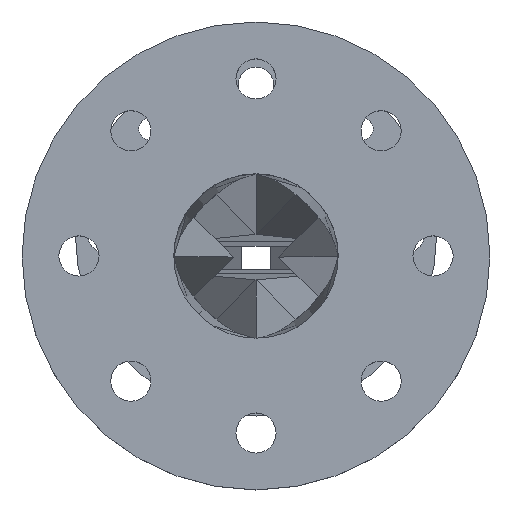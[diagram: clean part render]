
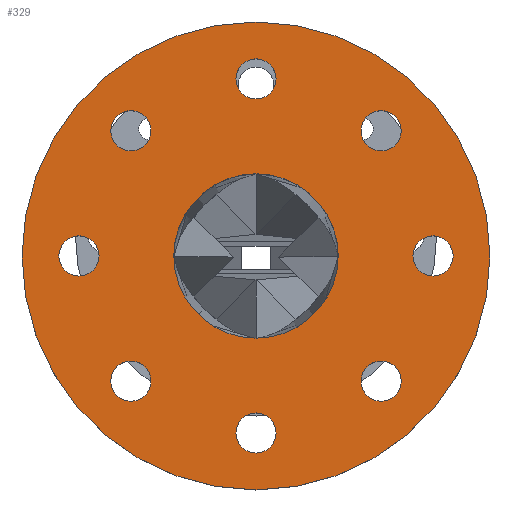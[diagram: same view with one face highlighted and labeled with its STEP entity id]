
A CAD part, top view. The second image highlights one B-rep face of the part: STEP entity #329.
In plain terms, the highlighted planar face has unit normal (0, 0, 1).
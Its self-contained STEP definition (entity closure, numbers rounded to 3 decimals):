
#329=ADVANCED_FACE('',(#679,#680,#681,#682,#683,#684,#685,#686,#687,#688),#689,.T.);
#679=FACE_BOUND('',#1143,.T.);
#680=FACE_BOUND('',#1144,.T.);
#681=FACE_BOUND('',#1145,.T.);
#682=FACE_BOUND('',#1146,.T.);
#683=FACE_BOUND('',#1147,.T.);
#684=FACE_BOUND('',#1148,.T.);
#685=FACE_BOUND('',#1149,.T.);
#686=FACE_BOUND('',#1150,.T.);
#687=FACE_OUTER_BOUND('',#1151,.T.);
#688=FACE_BOUND('',#1152,.T.);
#689=PLANE('',#1153);
#1143=EDGE_LOOP('',(#2007,#2008));
#1144=EDGE_LOOP('',(#2009,#2010));
#1145=EDGE_LOOP('',(#2011,#2012));
#1146=EDGE_LOOP('',(#2013,#2014));
#1147=EDGE_LOOP('',(#2015,#2016));
#1148=EDGE_LOOP('',(#2017,#2018));
#1149=EDGE_LOOP('',(#2019,#2020));
#1150=EDGE_LOOP('',(#2021,#2022));
#1151=EDGE_LOOP('',(#2023,#2024));
#1152=EDGE_LOOP('',(#2025,#2026));
#1153=AXIS2_PLACEMENT_3D('',#2027,#2028,#2029);
#2007=ORIENTED_EDGE('',*,*,#2180,.T.);
#2008=ORIENTED_EDGE('',*,*,#2080,.T.);
#2009=ORIENTED_EDGE('',*,*,#2183,.T.);
#2010=ORIENTED_EDGE('',*,*,#2075,.T.);
#2011=ORIENTED_EDGE('',*,*,#2186,.T.);
#2012=ORIENTED_EDGE('',*,*,#2070,.T.);
#2013=ORIENTED_EDGE('',*,*,#2189,.T.);
#2014=ORIENTED_EDGE('',*,*,#2065,.T.);
#2015=ORIENTED_EDGE('',*,*,#2192,.T.);
#2016=ORIENTED_EDGE('',*,*,#2060,.T.);
#2017=ORIENTED_EDGE('',*,*,#2195,.T.);
#2018=ORIENTED_EDGE('',*,*,#2055,.T.);
#2019=ORIENTED_EDGE('',*,*,#2198,.T.);
#2020=ORIENTED_EDGE('',*,*,#2050,.T.);
#2021=ORIENTED_EDGE('',*,*,#2201,.T.);
#2022=ORIENTED_EDGE('',*,*,#2045,.T.);
#2023=ORIENTED_EDGE('',*,*,#2042,.T.);
#2024=ORIENTED_EDGE('',*,*,#2206,.T.);
#2025=ORIENTED_EDGE('',*,*,#2229,.T.);
#2026=ORIENTED_EDGE('',*,*,#2236,.T.);
#2027=CARTESIAN_POINT('',(0.0,0.0,133.378));
#2028=DIRECTION('',(0.0,0.0,1.0));
#2029=DIRECTION('',(1.0,0.0,0.0));
#2042=EDGE_CURVE('',#2391,#2395,#2397,.T.);
#2045=EDGE_CURVE('',#2402,#2399,#2403,.T.);
#2050=EDGE_CURVE('',#2411,#2408,#2412,.T.);
#2055=EDGE_CURVE('',#2420,#2417,#2421,.T.);
#2060=EDGE_CURVE('',#2429,#2426,#2430,.T.);
#2065=EDGE_CURVE('',#2438,#2435,#2439,.T.);
#2070=EDGE_CURVE('',#2447,#2444,#2448,.T.);
#2075=EDGE_CURVE('',#2456,#2453,#2457,.T.);
#2080=EDGE_CURVE('',#2465,#2462,#2466,.T.);
#2180=EDGE_CURVE('',#2462,#2465,#2618,.T.);
#2183=EDGE_CURVE('',#2453,#2456,#2621,.T.);
#2186=EDGE_CURVE('',#2444,#2447,#2624,.T.);
#2189=EDGE_CURVE('',#2435,#2438,#2627,.T.);
#2192=EDGE_CURVE('',#2426,#2429,#2630,.T.);
#2195=EDGE_CURVE('',#2417,#2420,#2633,.T.);
#2198=EDGE_CURVE('',#2408,#2411,#2636,.T.);
#2201=EDGE_CURVE('',#2399,#2402,#2639,.T.);
#2206=EDGE_CURVE('',#2395,#2391,#2644,.T.);
#2229=EDGE_CURVE('',#2684,#2682,#2685,.T.);
#2236=EDGE_CURVE('',#2682,#2684,#2692,.T.);
#2391=VERTEX_POINT('',#2882);
#2395=VERTEX_POINT('',#2887);
#2397=CIRCLE('',#2890,18.5);
#2399=VERTEX_POINT('',#2892);
#2402=VERTEX_POINT('',#2896);
#2403=CIRCLE('',#2897,1.588);
#2408=VERTEX_POINT('',#2903);
#2411=VERTEX_POINT('',#2907);
#2412=CIRCLE('',#2908,1.588);
#2417=VERTEX_POINT('',#2914);
#2420=VERTEX_POINT('',#2918);
#2421=CIRCLE('',#2919,1.588);
#2426=VERTEX_POINT('',#2925);
#2429=VERTEX_POINT('',#2929);
#2430=CIRCLE('',#2930,1.588);
#2435=VERTEX_POINT('',#2936);
#2438=VERTEX_POINT('',#2940);
#2439=CIRCLE('',#2941,1.588);
#2444=VERTEX_POINT('',#2947);
#2447=VERTEX_POINT('',#2951);
#2448=CIRCLE('',#2952,1.588);
#2453=VERTEX_POINT('',#2958);
#2456=VERTEX_POINT('',#2962);
#2457=CIRCLE('',#2963,1.588);
#2462=VERTEX_POINT('',#2969);
#2465=VERTEX_POINT('',#2973);
#2466=CIRCLE('',#2974,1.588);
#2618=CIRCLE('',#3163,1.588);
#2621=CIRCLE('',#3166,1.588);
#2624=CIRCLE('',#3169,1.588);
#2627=CIRCLE('',#3172,1.588);
#2630=CIRCLE('',#3175,1.588);
#2633=CIRCLE('',#3178,1.588);
#2636=CIRCLE('',#3181,1.588);
#2639=CIRCLE('',#3184,1.588);
#2644=CIRCLE('',#3189,18.5);
#2682=VERTEX_POINT('',#3231);
#2684=VERTEX_POINT('',#3234);
#2685=CIRCLE('',#3235,6.5);
#2692=CIRCLE('',#3243,6.5);
#2882=CARTESIAN_POINT('',(18.5,0.0,133.378));
#2887=CARTESIAN_POINT('',(-18.5,0.,133.378));
#2890=AXIS2_PLACEMENT_3D('',#3512,#3513,#3514);
#2892=CARTESIAN_POINT('',(15.588,0.0,133.378));
#2896=CARTESIAN_POINT('',(12.413,0.,133.378));
#2897=AXIS2_PLACEMENT_3D('',#3516,#3517,#3518);
#2903=CARTESIAN_POINT('',(11.022,11.022,133.378));
#2907=CARTESIAN_POINT('',(8.777,8.777,133.378));
#2908=AXIS2_PLACEMENT_3D('',#3524,#3525,#3526);
#2914=CARTESIAN_POINT('',(0.0,15.588,133.378));
#2918=CARTESIAN_POINT('',(0.,12.413,133.378));
#2919=AXIS2_PLACEMENT_3D('',#3532,#3533,#3534);
#2925=CARTESIAN_POINT('',(-11.022,11.022,133.378));
#2929=CARTESIAN_POINT('',(-8.777,8.777,133.378));
#2930=AXIS2_PLACEMENT_3D('',#3540,#3541,#3542);
#2936=CARTESIAN_POINT('',(-15.588,0.0,133.378));
#2940=CARTESIAN_POINT('',(-12.413,0.,133.378));
#2941=AXIS2_PLACEMENT_3D('',#3548,#3549,#3550);
#2947=CARTESIAN_POINT('',(-11.022,-11.022,133.378));
#2951=CARTESIAN_POINT('',(-8.777,-8.777,133.378));
#2952=AXIS2_PLACEMENT_3D('',#3556,#3557,#3558);
#2958=CARTESIAN_POINT('',(0.0,-15.588,133.378));
#2962=CARTESIAN_POINT('',(0.,-12.413,133.378));
#2963=AXIS2_PLACEMENT_3D('',#3564,#3565,#3566);
#2969=CARTESIAN_POINT('',(11.022,-11.022,133.378));
#2973=CARTESIAN_POINT('',(8.777,-8.777,133.378));
#2974=AXIS2_PLACEMENT_3D('',#3572,#3573,#3574);
#3163=AXIS2_PLACEMENT_3D('',#3726,#3727,#3728);
#3166=AXIS2_PLACEMENT_3D('',#3732,#3733,#3734);
#3169=AXIS2_PLACEMENT_3D('',#3738,#3739,#3740);
#3172=AXIS2_PLACEMENT_3D('',#3744,#3745,#3746);
#3175=AXIS2_PLACEMENT_3D('',#3750,#3751,#3752);
#3178=AXIS2_PLACEMENT_3D('',#3756,#3757,#3758);
#3181=AXIS2_PLACEMENT_3D('',#3762,#3763,#3764);
#3184=AXIS2_PLACEMENT_3D('',#3768,#3769,#3770);
#3189=AXIS2_PLACEMENT_3D('',#3777,#3778,#3779);
#3231=CARTESIAN_POINT('',(6.5,0.0,133.378));
#3234=CARTESIAN_POINT('',(-6.5,0.,133.378));
#3235=AXIS2_PLACEMENT_3D('',#3821,#3822,#3823);
#3243=AXIS2_PLACEMENT_3D('',#3837,#3838,#3839);
#3512=CARTESIAN_POINT('',(0.0,0.0,133.378));
#3513=DIRECTION('',(0.0,0.0,1.0));
#3514=DIRECTION('',(1.0,0.0,0.0));
#3516=CARTESIAN_POINT('',(14.0,0.0,133.378));
#3517=DIRECTION('',(0.0,0.0,-1.0));
#3518=DIRECTION('',(1.0,0.0,0.0));
#3524=CARTESIAN_POINT('',(9.899,9.899,133.378));
#3525=DIRECTION('',(0.0,0.0,-1.0));
#3526=DIRECTION('',(0.707,0.707,0.0));
#3532=CARTESIAN_POINT('',(0.0,14.0,133.378));
#3533=DIRECTION('',(0.0,0.0,-1.0));
#3534=DIRECTION('',(0.0,1.0,0.0));
#3540=CARTESIAN_POINT('',(-9.899,9.899,133.378));
#3541=DIRECTION('',(-0.0,0.0,-1.0));
#3542=DIRECTION('',(-0.707,0.707,0.0));
#3548=CARTESIAN_POINT('',(-14.0,0.0,133.378));
#3549=DIRECTION('',(-0.0,0.0,-1.0));
#3550=DIRECTION('',(-1.0,0.0,0.0));
#3556=CARTESIAN_POINT('',(-9.899,-9.899,133.378));
#3557=DIRECTION('',(-0.0,0.0,-1.0));
#3558=DIRECTION('',(-0.707,-0.707,0.0));
#3564=CARTESIAN_POINT('',(0.0,-14.0,133.378));
#3565=DIRECTION('',(-0.0,-0.0,-1.0));
#3566=DIRECTION('',(0.0,-1.0,0.0));
#3572=CARTESIAN_POINT('',(9.899,-9.899,133.378));
#3573=DIRECTION('',(0.0,-0.0,-1.0));
#3574=DIRECTION('',(0.707,-0.707,0.0));
#3726=CARTESIAN_POINT('',(9.899,-9.899,133.378));
#3727=DIRECTION('',(0.0,-0.0,-1.0));
#3728=DIRECTION('',(0.707,-0.707,0.0));
#3732=CARTESIAN_POINT('',(0.0,-14.0,133.378));
#3733=DIRECTION('',(-0.0,-0.0,-1.0));
#3734=DIRECTION('',(0.0,-1.0,0.0));
#3738=CARTESIAN_POINT('',(-9.899,-9.899,133.378));
#3739=DIRECTION('',(-0.0,0.0,-1.0));
#3740=DIRECTION('',(-0.707,-0.707,0.0));
#3744=CARTESIAN_POINT('',(-14.0,0.0,133.378));
#3745=DIRECTION('',(-0.0,0.0,-1.0));
#3746=DIRECTION('',(-1.0,0.0,0.0));
#3750=CARTESIAN_POINT('',(-9.899,9.899,133.378));
#3751=DIRECTION('',(-0.0,0.0,-1.0));
#3752=DIRECTION('',(-0.707,0.707,0.0));
#3756=CARTESIAN_POINT('',(0.0,14.0,133.378));
#3757=DIRECTION('',(0.0,0.0,-1.0));
#3758=DIRECTION('',(0.0,1.0,0.0));
#3762=CARTESIAN_POINT('',(9.899,9.899,133.378));
#3763=DIRECTION('',(0.0,0.0,-1.0));
#3764=DIRECTION('',(0.707,0.707,0.0));
#3768=CARTESIAN_POINT('',(14.0,0.0,133.378));
#3769=DIRECTION('',(0.0,0.0,-1.0));
#3770=DIRECTION('',(1.0,0.0,0.0));
#3777=CARTESIAN_POINT('',(0.0,0.0,133.378));
#3778=DIRECTION('',(0.0,0.0,1.0));
#3779=DIRECTION('',(1.0,0.0,0.0));
#3821=CARTESIAN_POINT('',(0.0,0.0,133.378));
#3822=DIRECTION('',(0.0,0.0,-1.0));
#3823=DIRECTION('',(1.0,0.0,0.0));
#3837=CARTESIAN_POINT('',(0.0,0.0,133.378));
#3838=DIRECTION('',(0.0,0.0,-1.0));
#3839=DIRECTION('',(1.0,0.0,0.0));
